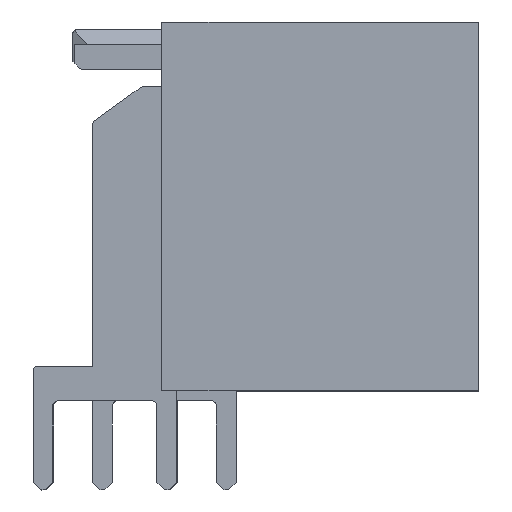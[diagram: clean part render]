
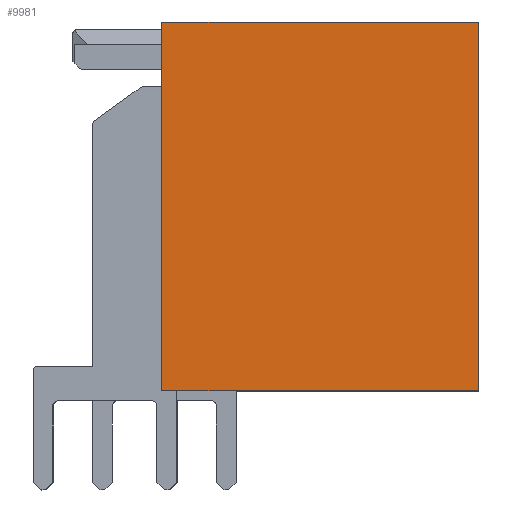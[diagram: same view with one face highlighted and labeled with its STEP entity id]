
A CAD part, front view. The second image highlights one B-rep face of the part: STEP entity #9981.
In plain terms, the highlighted planar face has unit normal (0, -1, 0).
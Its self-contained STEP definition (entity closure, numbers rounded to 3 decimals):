
#936=ORIENTED_EDGE('',*,*,#3755,.F.);
#937=ORIENTED_EDGE('',*,*,#3438,.F.);
#938=ORIENTED_EDGE('',*,*,#3756,.F.);
#939=ORIENTED_EDGE('',*,*,#3757,.F.);
#3438=EDGE_CURVE('',#4911,#4912,#5876,.T.);
#3755=EDGE_CURVE('',#4912,#5121,#6185,.T.);
#3756=EDGE_CURVE('',#5122,#4911,#6186,.T.);
#3757=EDGE_CURVE('',#5121,#5122,#6187,.T.);
#4911=VERTEX_POINT('',#14258);
#4912=VERTEX_POINT('',#14260);
#5121=VERTEX_POINT('',#14850);
#5122=VERTEX_POINT('',#14852);
#5876=LINE('',#14259,#7287);
#6185=LINE('',#14849,#7596);
#6186=LINE('',#14851,#7597);
#6187=LINE('',#14853,#7598);
#7287=VECTOR('',#11381,1000.);
#7596=VECTOR('',#11834,1000.);
#7597=VECTOR('',#11835,1000.);
#7598=VECTOR('',#11836,1000.);
#8464=EDGE_LOOP('',(#936,#937,#938,#939));
#8994=FACE_BOUND('',#8464,.T.);
#9510=PLANE('',#10532);
#9981=ADVANCED_FACE('',(#8994),#9510,.F.);
#10532=AXIS2_PLACEMENT_3D('',#14848,#11832,#11833);
#11381=DIRECTION('',(1.,0.,0.));
#11832=DIRECTION('',(0.,1.,0.));
#11833=DIRECTION('',(0.,0.,1.));
#11834=DIRECTION('',(0.,0.,-1.));
#11835=DIRECTION('',(0.,0.,1.));
#11836=DIRECTION('',(-1.,0.,0.));
#14258=CARTESIAN_POINT('',(-7.45,0.,6.4));
#14259=CARTESIAN_POINT('',(-7.45,0.,6.4));
#14260=CARTESIAN_POINT('',(7.45,0.,6.4));
#14848=CARTESIAN_POINT('',(0.,0.,0.));
#14849=CARTESIAN_POINT('',(7.45,0.,6.4));
#14850=CARTESIAN_POINT('',(7.45,0.,-6.4));
#14851=CARTESIAN_POINT('',(-7.45,0.,-6.4));
#14852=CARTESIAN_POINT('',(-7.45,0.,-6.4));
#14853=CARTESIAN_POINT('',(7.45,0.,-6.4));
